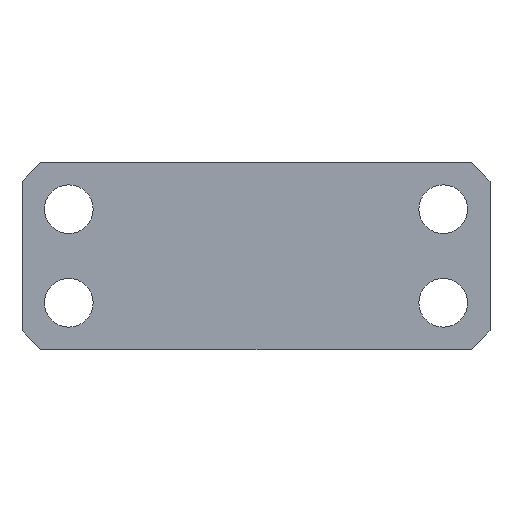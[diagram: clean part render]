
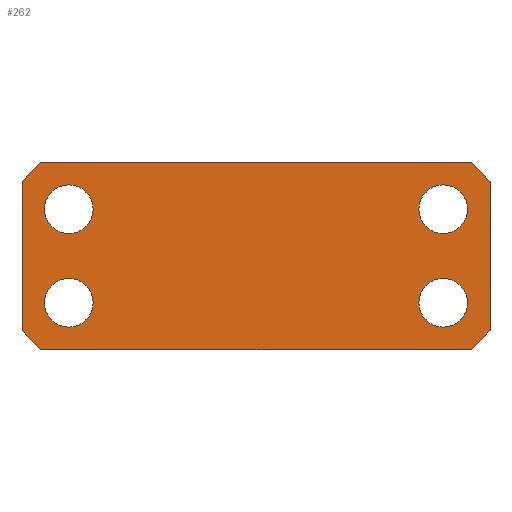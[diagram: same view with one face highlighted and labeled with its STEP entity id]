
A CAD part, front view. The second image highlights one B-rep face of the part: STEP entity #262.
In plain terms, the highlighted planar face has unit normal (0, -1, 0).
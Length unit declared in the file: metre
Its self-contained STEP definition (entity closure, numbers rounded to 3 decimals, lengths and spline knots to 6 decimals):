
#12=CIRCLE('',#285,0.0026);
#14=CIRCLE('',#288,0.0026);
#16=CIRCLE('',#291,0.0026);
#18=CIRCLE('',#295,0.0026);
#48=ORIENTED_EDGE('',*,*,#98,.T.);
#49=ORIENTED_EDGE('',*,*,#112,.T.);
#50=ORIENTED_EDGE('',*,*,#106,.F.);
#51=ORIENTED_EDGE('',*,*,#113,.T.);
#52=ORIENTED_EDGE('',*,*,#88,.F.);
#53=ORIENTED_EDGE('',*,*,#114,.T.);
#54=ORIENTED_EDGE('',*,*,#94,.T.);
#55=ORIENTED_EDGE('',*,*,#115,.T.);
#56=ORIENTED_EDGE('',*,*,#104,.F.);
#57=ORIENTED_EDGE('',*,*,#102,.T.);
#58=ORIENTED_EDGE('',*,*,#100,.F.);
#59=ORIENTED_EDGE('',*,*,#110,.T.);
#88=EDGE_CURVE('',#120,#121,#144,.T.);
#94=EDGE_CURVE('',#127,#126,#150,.T.);
#98=EDGE_CURVE('',#131,#130,#154,.T.);
#100=EDGE_CURVE('',#132,#132,#12,.T.);
#102=EDGE_CURVE('',#134,#134,#14,.T.);
#104=EDGE_CURVE('',#136,#136,#16,.T.);
#106=EDGE_CURVE('',#138,#139,#156,.T.);
#110=EDGE_CURVE('',#142,#142,#18,.T.);
#112=EDGE_CURVE('',#130,#139,#160,.T.);
#113=EDGE_CURVE('',#138,#121,#161,.F.);
#114=EDGE_CURVE('',#120,#127,#162,.T.);
#115=EDGE_CURVE('',#126,#131,#163,.F.);
#120=VERTEX_POINT('',#376);
#121=VERTEX_POINT('',#377);
#126=VERTEX_POINT('',#388);
#127=VERTEX_POINT('',#390);
#130=VERTEX_POINT('',#397);
#131=VERTEX_POINT('',#399);
#132=VERTEX_POINT('',#403);
#134=VERTEX_POINT('',#408);
#136=VERTEX_POINT('',#413);
#138=VERTEX_POINT('',#418);
#139=VERTEX_POINT('',#419);
#142=VERTEX_POINT('',#427);
#144=LINE('',#375,#168);
#150=LINE('',#389,#174);
#154=LINE('',#398,#178);
#156=LINE('',#417,#180);
#160=LINE('',#431,#184);
#161=LINE('',#432,#185);
#162=LINE('',#433,#186);
#163=LINE('',#434,#187);
#168=VECTOR('',#307,1.);
#174=VECTOR('',#315,1.);
#178=VECTOR('',#321,1.);
#180=VECTOR('',#343,1.);
#184=VECTOR('',#355,1.);
#185=VECTOR('',#356,1.);
#186=VECTOR('',#357,1.);
#187=VECTOR('',#358,1.);
#204=EDGE_LOOP('',(#48,#49,#50,#51,#52,#53,#54,#55));
#205=EDGE_LOOP('',(#56));
#206=EDGE_LOOP('',(#57));
#207=EDGE_LOOP('',(#58));
#208=EDGE_LOOP('',(#59));
#230=FACE_BOUND('',#204,.T.);
#231=FACE_BOUND('',#205,.T.);
#232=FACE_BOUND('',#206,.T.);
#233=FACE_BOUND('',#207,.T.);
#234=FACE_BOUND('',#208,.T.);
#248=PLANE('',#297);
#262=ADVANCED_FACE('',(#230,#231,#232,#233,#234),#248,.T.);
#285=AXIS2_PLACEMENT_3D('',#402,#325,#326);
#288=AXIS2_PLACEMENT_3D('',#407,#331,#332);
#291=AXIS2_PLACEMENT_3D('',#412,#337,#338);
#295=AXIS2_PLACEMENT_3D('',#426,#349,#350);
#297=AXIS2_PLACEMENT_3D('',#430,#353,#354);
#307=DIRECTION('',(1.,0.,0.));
#315=DIRECTION('',(0.,0.,-1.));
#321=DIRECTION('',(1.,0.,0.));
#325=DIRECTION('',(0.,-1.,0.));
#326=DIRECTION('',(0.,0.,-1.));
#331=DIRECTION('',(0.,1.,0.));
#332=DIRECTION('',(0.,0.,-1.));
#337=DIRECTION('',(0.,-1.,0.));
#338=DIRECTION('',(0.,0.,-1.));
#343=DIRECTION('',(0.,0.,-1.));
#349=DIRECTION('',(0.,1.,0.));
#350=DIRECTION('',(0.,0.,-1.));
#353=DIRECTION('',(0.,-1.,0.));
#354=DIRECTION('',(1.,0.,0.));
#355=DIRECTION('',(0.707,0.,0.707));
#356=DIRECTION('',(0.707,0.,-0.707));
#357=DIRECTION('',(-0.707,0.,-0.707));
#358=DIRECTION('',(-0.707,0.,0.707));
#375=CARTESIAN_POINT('',(0.01,0.05,0.07));
#376=CARTESIAN_POINT('',(-0.013,0.05,0.07));
#377=CARTESIAN_POINT('',(0.033,0.05,0.07));
#388=CARTESIAN_POINT('',(-0.015,0.05,0.052));
#389=CARTESIAN_POINT('',(-0.015,0.05,0.06));
#390=CARTESIAN_POINT('',(-0.015,0.05,0.068));
#397=CARTESIAN_POINT('',(0.033,0.05,0.05));
#398=CARTESIAN_POINT('',(0.01,0.05,0.05));
#399=CARTESIAN_POINT('',(-0.013,0.05,0.05));
#402=CARTESIAN_POINT('',(-0.01,0.05,0.065));
#403=CARTESIAN_POINT('',(-0.01,0.05,0.0624));
#407=CARTESIAN_POINT('',(0.03,0.05,0.065));
#408=CARTESIAN_POINT('',(0.03,0.05,0.0624));
#412=CARTESIAN_POINT('',(0.03,0.05,0.055));
#413=CARTESIAN_POINT('',(0.03,0.05,0.0524));
#417=CARTESIAN_POINT('',(0.035,0.05,0.06));
#418=CARTESIAN_POINT('',(0.035,0.05,0.068));
#419=CARTESIAN_POINT('',(0.035,0.05,0.052));
#426=CARTESIAN_POINT('',(-0.01,0.05,0.055));
#427=CARTESIAN_POINT('',(-0.01,0.05,0.0524));
#430=CARTESIAN_POINT('',(0.05,0.05,0.0425));
#431=CARTESIAN_POINT('',(0.03775,0.05,0.05475));
#432=CARTESIAN_POINT('',(0.05525,0.05,0.04775));
#433=CARTESIAN_POINT('',(0.00475,0.05,0.08775));
#434=CARTESIAN_POINT('',(0.02225,0.05,0.01475));
